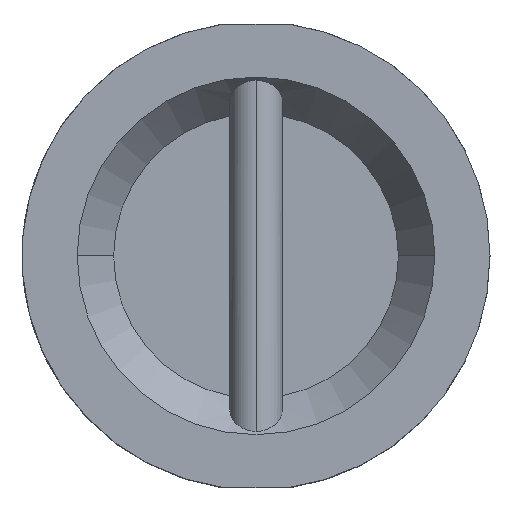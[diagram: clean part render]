
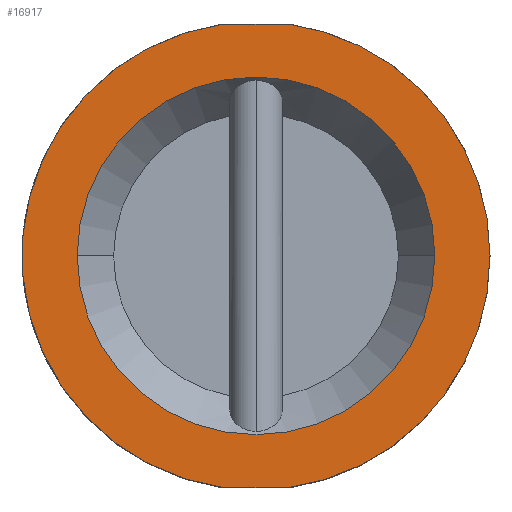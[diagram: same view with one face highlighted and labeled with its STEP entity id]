
A CAD part, top view. The second image highlights one B-rep face of the part: STEP entity #16917.
In plain terms, the highlighted planar face has unit normal (0, 0, 1).
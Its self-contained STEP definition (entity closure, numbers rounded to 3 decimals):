
#1763 = DIRECTION ( 'NONE',  ( 1., 0., 0. ) ) ;
#1764 = DIRECTION ( 'NONE',  ( 0., 0., 1. ) ) ;
#1765 = CARTESIAN_POINT ( 'NONE',  ( 0., 0., 0. ) ) ;
#1766 = AXIS2_PLACEMENT_3D ( 'NONE', #1765, #1764, #1763 ) ;
#1767 = CIRCLE ( 'NONE', #1766, 106. ) ;
#1833 = CARTESIAN_POINT ( 'NONE',  ( 14.526, 105., 0. ) ) ;
#1934 = CARTESIAN_POINT ( 'NONE',  ( -14.526, -105., 0. ) ) ;
#1935 = CARTESIAN_POINT ( 'NONE',  ( -14.526, 105., 0. ) ) ;
#1936 = DIRECTION ( 'NONE',  ( 1., 0., 0. ) ) ;
#1937 = DIRECTION ( 'NONE',  ( 0., 0., 1. ) ) ;
#1938 = CARTESIAN_POINT ( 'NONE',  ( 0., 0., 0. ) ) ;
#1939 = AXIS2_PLACEMENT_3D ( 'NONE', #1938, #1937, #1936 ) ;
#1940 = CIRCLE ( 'NONE', #1939, 106. ) ;
#1941 = DIRECTION ( 'NONE',  ( -1., 0., 0. ) ) ;
#1942 = DIRECTION ( 'NONE',  ( 0., 0., -1. ) ) ;
#1943 = CARTESIAN_POINT ( 'NONE',  ( -81., 0., 0. ) ) ;
#1944 = AXIS2_PLACEMENT_3D ( 'NONE', #1943, #1942, #1941 ) ;
#1945 = PLANE ( 'NONE',  #1944 ) ;
#1946 = FACE_BOUND ( 'NONE', #16902, .T. ) ;
#1947 = FACE_OUTER_BOUND ( 'NONE', #16918, .T. ) ;
#1948 = DIRECTION ( 'NONE',  ( 1., 0., 0. ) ) ;
#1949 = DIRECTION ( 'NONE',  ( 0., 0., 1. ) ) ;
#1950 = CARTESIAN_POINT ( 'NONE',  ( 0., 0., 0. ) ) ;
#1951 = AXIS2_PLACEMENT_3D ( 'NONE', #1950, #1949, #1948 ) ;
#1952 = CIRCLE ( 'NONE', #1951, 81. ) ;
#1978 = DIRECTION ( 'NONE',  ( 1., 0., 0. ) ) ;
#1979 = VECTOR ( 'NONE', #1978, 1000. ) ;
#1980 = CARTESIAN_POINT ( 'NONE',  ( -14.526, 105., 0. ) ) ;
#1981 = LINE ( 'NONE', #1980, #1979 ) ;
#1982 = DIRECTION ( 'NONE',  ( -1., 0., 0. ) ) ;
#1983 = VECTOR ( 'NONE', #1982, 1000. ) ;
#1984 = CARTESIAN_POINT ( 'NONE',  ( -14.526, -105., 0. ) ) ;
#1985 = LINE ( 'NONE', #1984, #1983 ) ;
#10130 = DIRECTION ( 'NONE',  ( 1., 0., 0. ) ) ;
#10131 = DIRECTION ( 'NONE',  ( 0., 0., 1. ) ) ;
#10132 = CARTESIAN_POINT ( 'NONE',  ( 0., 0., 0. ) ) ;
#10133 = AXIS2_PLACEMENT_3D ( 'NONE', #10132, #10131, #10130 ) ;
#10134 = CIRCLE ( 'NONE', #10133, 81. ) ;
#10136 = CARTESIAN_POINT ( 'NONE',  ( -81., 0., 0. ) ) ;
#10138 = CARTESIAN_POINT ( 'NONE',  ( 81., 0., 0. ) ) ;
#10246 = CARTESIAN_POINT ( 'NONE',  ( 14.526, -105., 0. ) ) ;
#10247 = DIRECTION ( 'NONE',  ( 1., 0., 0. ) ) ;
#10248 = DIRECTION ( 'NONE',  ( 0., 0., 1. ) ) ;
#10249 = AXIS2_PLACEMENT_3D ( 'NONE', #10256, #10248, #10247 ) ;
#10250 = CIRCLE ( 'NONE', #10249, 106. ) ;
#10256 = CARTESIAN_POINT ( 'NONE',  ( 0., 0., 0. ) ) ;
#10474 = CARTESIAN_POINT ( 'NONE',  ( 106., 0., 0. ) ) ;
#15287 = VERTEX_POINT ( 'NONE', #10138 ) ;
#15290 = VERTEX_POINT ( 'NONE', #10136 ) ;
#15292 = EDGE_CURVE ( 'NONE', #15290, #15287, #10134, .T. ) ;
#15318 = EDGE_CURVE ( 'NONE', #15319, #15404, #10250, .T. ) ;
#15319 = VERTEX_POINT ( 'NONE', #10246 ) ;
#15404 = VERTEX_POINT ( 'NONE', #10474 ) ;
#16830 = EDGE_CURVE ( 'NONE', #15404, #16858, #1767, .T. ) ;
#16858 = VERTEX_POINT ( 'NONE', #1833 ) ;
#16902 = EDGE_LOOP ( 'NONE', ( #16903, #16904 ) ) ;
#16903 = ORIENTED_EDGE ( 'NONE', *, *, #16916, .F. ) ;
#16904 = ORIENTED_EDGE ( 'NONE', *, *, #15292, .F. ) ;
#16916 = EDGE_CURVE ( 'NONE', #15287, #15290, #1952, .T. ) ;
#16917 = ADVANCED_FACE ( 'NONE', ( #1947, #1946 ), #1945, .F. ) ;
#16918 = EDGE_LOOP ( 'NONE', ( #16919, #16923, #16925, #16926, #16927 ) ) ;
#16919 = ORIENTED_EDGE ( 'NONE', *, *, #16920, .T. ) ;
#16920 = EDGE_CURVE ( 'NONE', #16921, #16922, #1940, .T. ) ;
#16921 = VERTEX_POINT ( 'NONE', #1935 ) ;
#16922 = VERTEX_POINT ( 'NONE', #1934 ) ;
#16923 = ORIENTED_EDGE ( 'NONE', *, *, #16924, .F. ) ;
#16924 = EDGE_CURVE ( 'NONE', #15319, #16922, #1985, .T. ) ;
#16925 = ORIENTED_EDGE ( 'NONE', *, *, #15318, .T. ) ;
#16926 = ORIENTED_EDGE ( 'NONE', *, *, #16830, .T. ) ;
#16927 = ORIENTED_EDGE ( 'NONE', *, *, #16928, .F. ) ;
#16928 = EDGE_CURVE ( 'NONE', #16921, #16858, #1981, .T. ) ;
